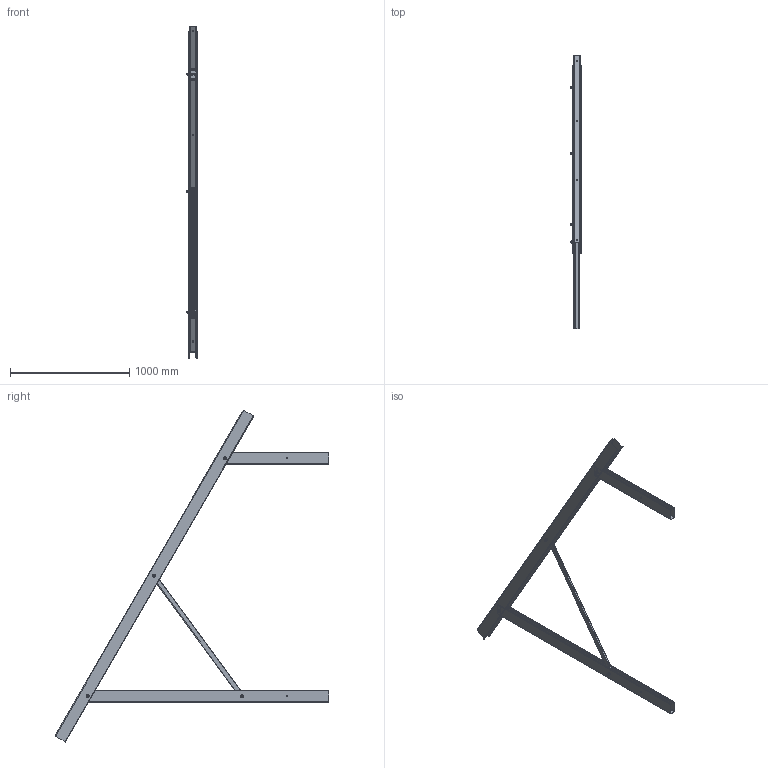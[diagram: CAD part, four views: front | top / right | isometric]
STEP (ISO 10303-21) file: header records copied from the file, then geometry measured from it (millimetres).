
FILE_DESCRIPTION (( 'STEP AP214' ), '1' );
FILE_NAME ('5901564_STEP.STEP', '2023-10-11T13:10:50', ( '' ), ( '' ), 'SwSTEP 2.0', 'SolidWorks 2022', '' );
FILE_SCHEMA (( 'AUTOMOTIVE_DESIGN' ));
Length unit declared in the file: millimetre
Products named in the file (13): 254582; 237755_534; 237758_QT3150; 243171_45; 5901564_STEP; 237759_VS1250; 244651_QS1250; 247892; 237757_SH30; 019162_L=080 mm; 243171_50; torque nut 01_iso_ISO 7040-M12-C; plain washer grade a_din_Washer DIN 125 - A 13
Assembly tree (25 placements, depth 3):
  5901564_STEP
    237757_SH30
    237758_QT3150
    237755_534
    254582  x2
    019162_L=080 mm  x4
    torque nut 01_iso_ISO 7040-M12-C  x4
    plain washer grade a_din_Washer DIN 125 - A 13  x4
    244651_QS1250
      237759_VS1250
      243171_50
      243171_45
    247892  x4
Bounding box: 93.5 x 2293.15 x 2779.21 mm (x, y, z)
Volume: 4543896.1 mm3; surface area: 3729504.2 mm2
Topology: 24 solids, 24 shells, 6668 faces, 19404 edges, 12804 vertices
Faces by surface type: plane 4766, cylinder 1746, cone 100, torus 48, bspline 8
Entity records: 227498 total; most frequent: CARTESIAN_POINT 37579, ORIENTED_EDGE 37266, DIRECTION 34592, EDGE_CURVE 18633, LINE 15264, VECTOR 15264, VERTEX_POINT 12349, AXIS2_PLACEMENT_3D 9664
